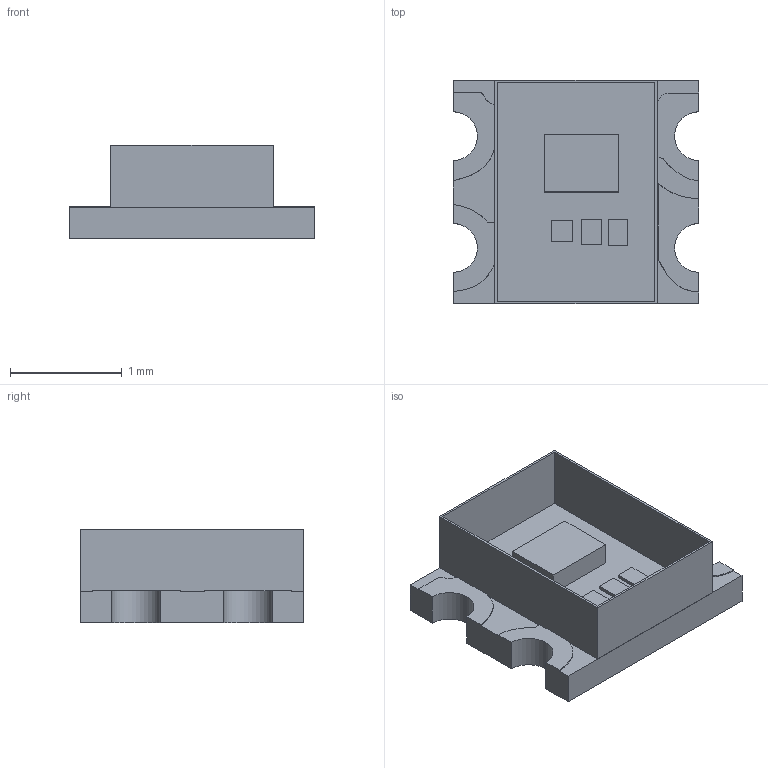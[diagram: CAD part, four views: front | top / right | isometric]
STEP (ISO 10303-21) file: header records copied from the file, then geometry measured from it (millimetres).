
FILE_DESCRIPTION(/* description */ (''),/* implementation_level */ '2;1');
FILE_NAME(/* name */ 'WS2812-2020.step',/* time_stamp */ '2019-08-24T14:46:22-05:00',/* author */ (''),/* organization */ (''),/* preprocessor_version */ 'ST-DEVELOPER v18',/* originating_system */ 'Autodesk Translation Framework v8.6.0.1094',/* authorisation */ '');
FILE_SCHEMA (('AUTOMOTIVE_DESIGN { 1 0 10303 214 3 1 1 }'));
Length unit declared in the file: millimetre
Products named in the file (1): WS2812-2020
Bounding box: 2.2 x 2 x 0.84 mm (x, y, z)
Volume: 1.3 mm3; surface area: 19.4 mm2
Topology: 2 solids, 2 shells, 63 faces, 165 edges, 110 vertices
Faces by surface type: plane 51, bspline 7, cylinder 5
Entity records: 2441 total; most frequent: CARTESIAN_POINT 818, ORIENTED_EDGE 330, DIRECTION 275, EDGE_CURVE 165, LINE 141, VECTOR 141, VERTEX_POINT 110, EDGE_LOOP 69
